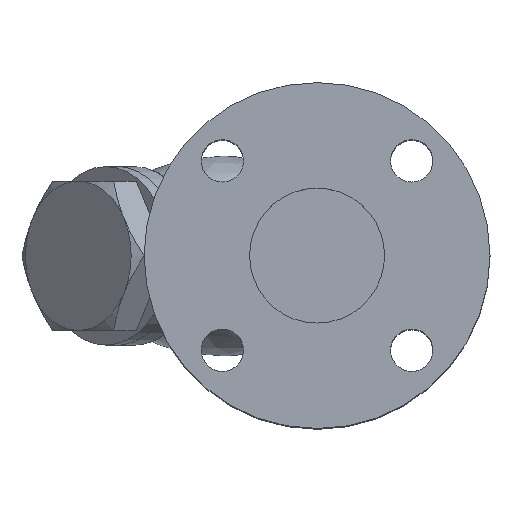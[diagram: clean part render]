
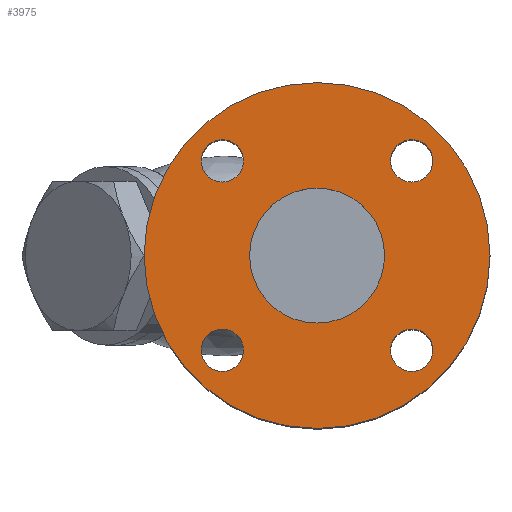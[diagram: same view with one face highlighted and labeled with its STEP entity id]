
A CAD part, top view. The second image highlights one B-rep face of the part: STEP entity #3975.
In plain terms, the highlighted planar face has unit normal (0, 0, 1).
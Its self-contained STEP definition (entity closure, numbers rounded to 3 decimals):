
#3335=CARTESIAN_POINT('',(30.25,0.0,110.0));
#3336=VERTEX_POINT('',#3335);
#3337=CARTESIAN_POINT('',(0.,0.0,110.0));
#3338=DIRECTION('',(0.0,0.0,-1.0));
#3339=DIRECTION('',(1.0,0.0,0.0));
#3340=AXIS2_PLACEMENT_3D('',#3337,#3338,#3339);
#3341=CIRCLE('',#3340,30.25);
#3342=EDGE_CURVE('',#3336,#3336,#3341,.T.);
#3559=CARTESIAN_POINT('',(77.5,0.,110.0));
#3560=VERTEX_POINT('',#3559);
#3561=CARTESIAN_POINT('',(0.,0.0,110.0));
#3562=DIRECTION('',(0.0,0.0,-1.0));
#3563=DIRECTION('',(-1.0,0.0,0.0));
#3564=AXIS2_PLACEMENT_3D('',#3561,#3562,#3563);
#3565=CIRCLE('',#3564,77.5);
#3566=EDGE_CURVE('',#3560,#3560,#3565,.T.);
#3582=CARTESIAN_POINT('',(-42.426,51.926,110.0));
#3583=VERTEX_POINT('',#3582);
#3584=CARTESIAN_POINT('',(-42.426,42.426,110.0));
#3585=DIRECTION('',(0.0,0.0,-1.0));
#3586=DIRECTION('',(0.0,1.0,0.0));
#3587=AXIS2_PLACEMENT_3D('',#3584,#3585,#3586);
#3588=CIRCLE('',#3587,9.5);
#3589=EDGE_CURVE('',#3583,#3583,#3588,.T.);
#3602=CARTESIAN_POINT('',(-51.926,-42.426,110.0));
#3603=VERTEX_POINT('',#3602);
#3604=CARTESIAN_POINT('',(-42.426,-42.426,110.0));
#3605=DIRECTION('',(0.0,0.0,-1.0));
#3606=DIRECTION('',(-1.0,0.0,0.0));
#3607=AXIS2_PLACEMENT_3D('',#3604,#3605,#3606);
#3608=CIRCLE('',#3607,9.5);
#3609=EDGE_CURVE('',#3603,#3603,#3608,.T.);
#3622=CARTESIAN_POINT('',(42.426,-51.926,110.0));
#3623=VERTEX_POINT('',#3622);
#3624=CARTESIAN_POINT('',(42.426,-42.426,110.0));
#3625=DIRECTION('',(0.0,0.0,-1.0));
#3626=DIRECTION('',(0.0,-1.0,0.0));
#3627=AXIS2_PLACEMENT_3D('',#3624,#3625,#3626);
#3628=CIRCLE('',#3627,9.5);
#3629=EDGE_CURVE('',#3623,#3623,#3628,.T.);
#3642=CARTESIAN_POINT('',(51.926,42.426,110.0));
#3643=VERTEX_POINT('',#3642);
#3644=CARTESIAN_POINT('',(42.426,42.426,110.0));
#3645=DIRECTION('',(0.0,0.0,-1.0));
#3646=DIRECTION('',(1.0,0.0,0.0));
#3647=AXIS2_PLACEMENT_3D('',#3644,#3645,#3646);
#3648=CIRCLE('',#3647,9.5);
#3649=EDGE_CURVE('',#3643,#3643,#3648,.T.);
#3952=CARTESIAN_POINT('',(0.,0.0,110.0));
#3953=DIRECTION('',(0.0,0.0,1.0));
#3954=DIRECTION('',(1.0,0.0,0.0));
#3955=AXIS2_PLACEMENT_3D('',#3952,#3953,#3954);
#3956=PLANE('',#3955);
#3957=ORIENTED_EDGE('',*,*,#3566,.F.);
#3958=EDGE_LOOP('',(#3957));
#3959=FACE_OUTER_BOUND('',#3958,.T.);
#3960=ORIENTED_EDGE('',*,*,#3342,.T.);
#3961=EDGE_LOOP('',(#3960));
#3962=FACE_BOUND('',#3961,.T.);
#3963=ORIENTED_EDGE('',*,*,#3589,.T.);
#3964=EDGE_LOOP('',(#3963));
#3965=FACE_BOUND('',#3964,.T.);
#3966=ORIENTED_EDGE('',*,*,#3609,.T.);
#3967=EDGE_LOOP('',(#3966));
#3968=FACE_BOUND('',#3967,.T.);
#3969=ORIENTED_EDGE('',*,*,#3629,.T.);
#3970=EDGE_LOOP('',(#3969));
#3971=FACE_BOUND('',#3970,.T.);
#3972=ORIENTED_EDGE('',*,*,#3649,.T.);
#3973=EDGE_LOOP('',(#3972));
#3974=FACE_BOUND('',#3973,.T.);
#3975=ADVANCED_FACE('',(#3959,#3962,#3965,#3968,#3971,#3974),#3956,.T.);
